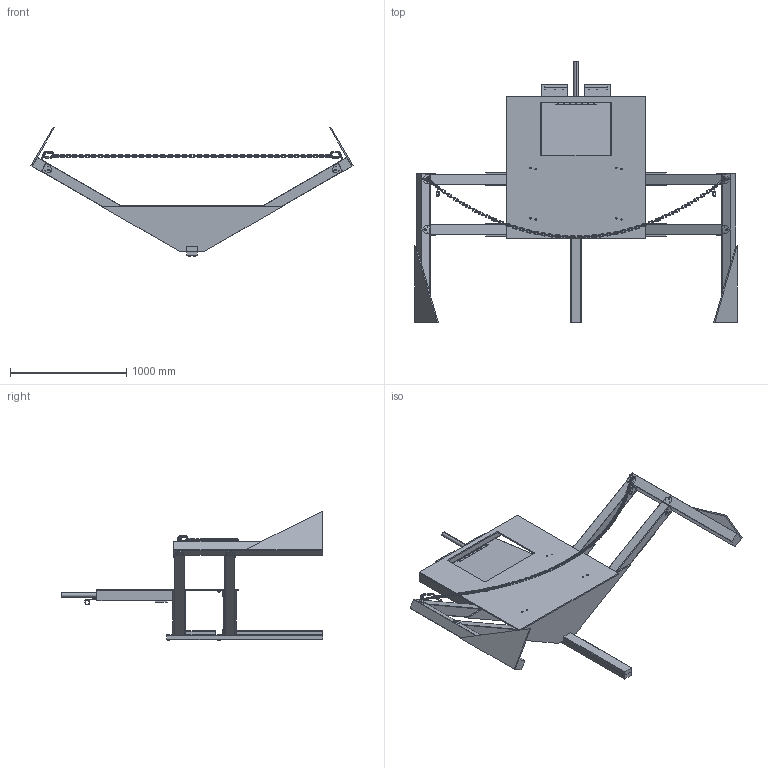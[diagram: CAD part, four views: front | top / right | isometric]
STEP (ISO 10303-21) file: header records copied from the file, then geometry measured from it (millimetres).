
FILE_DESCRIPTION (( 'STEP AP214' ), '1' );
FILE_NAME ('TE-24200.STEP', '2023-12-21T22:45:39', ( '' ), ( '' ), 'SwSTEP 2.0', 'SolidWorks 2022', '' );
FILE_SCHEMA (( 'AUTOMOTIVE_DESIGN' ));
Length unit declared in the file: inch
Products named in the file (38): TE-24216-01_Leaf2; TE-24205; Eyebolt.375x4.5; TE-24202; TE-24213; TE-24208; GE-24205_2 link; TE-24211; Angle2x3; TE-24207; TE-24219; TE-24209; TE-24203; TE-24221; TE-24201; washer_flat_.25_98023A029; TE-24216_Flexible; TE-24215; 3216T41_Carabiner; GE-24205; TE-24218; GE-24205_hanging; hex_.25_20_2; TE-24210; TE-24216-01_Pin; TE-24217; TE-24220; TE-24204; PostCap4X; TE-24216-01_Leaf1; TE-24214; TE-24222; TE-24212; TE-24200; flat_phil_.25_20_1; rivet_.1875_.251-.375; nylock_.25_20; TE-24206
Assembly tree (84 placements, depth 4):
  TE-24200
    TE-24201
      TE-24202
      TE-24203
      TE-24204  x2
    Eyebolt.375x4.5  x2
    TE-24205  x2
      TE-24207
      TE-24206
      TE-24208
    TE-24209  x2
    TE-24210
      TE-24211
      TE-24212
      TE-24213
    TE-24218
      TE-24216_Flexible
        TE-24216-01_Leaf1
        TE-24216-01_Leaf2
        TE-24216-01_Pin
      TE-24215
      rivet_.1875_.251-.375  x6
      TE-24217  x2
    TE-24219
    PostCap4X  x4
    TE-24214  x2
    Angle2x3  x6
    flat_phil_.25_20_1  x8
    hex_.25_20_2  x4
    washer_flat_.25_98023A029  x4
    nylock_.25_20  x12
    3216T41_Carabiner  x2
    GE-24205
      GE-24205_hanging
      GE-24205_2 link  x2
    TE-24220
      TE-24221
      TE-24222
Bounding box: 2765.96 x 2241.55 x 1113.46 mm (x, y, z)
Volume: 123607219.3 mm3; surface area: 12419578.3 mm2
Topology: 177 solids, 177 shells, 2808 faces, 6648 edges, 4062 vertices
Faces by surface type: cylinder 1142, plane 926, torus 560, cone 168, bspline 12
Entity records: 51129 total; most frequent: DIRECTION 9163, CARTESIAN_POINT 8384, ORIENTED_EDGE 7462, AXIS2_PLACEMENT_3D 3795, EDGE_CURVE 3731, VERTEX_POINT 2184, CIRCLE 2092, EDGE_LOOP 1737
